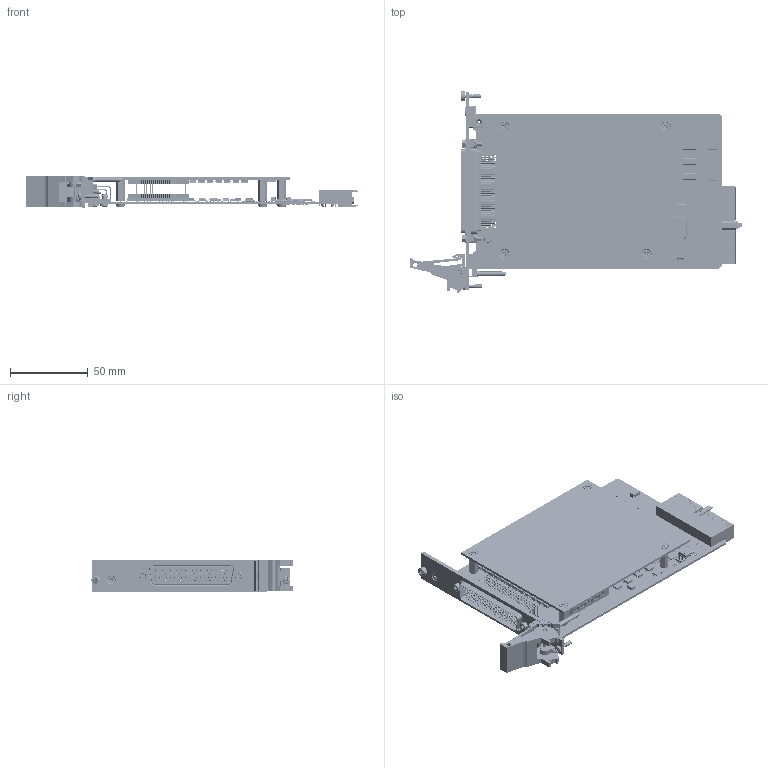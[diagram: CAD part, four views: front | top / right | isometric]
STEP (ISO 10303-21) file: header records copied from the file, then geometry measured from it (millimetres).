
FILE_DESCRIPTION (( 'STEP AP214' ), '1' );
FILE_NAME ('40-500-001 4x64 SOLID STATE MATRIX CARD.STEP', '2013-08-27T14:26:23', ( 'admin' ), ( '' ), 'SwSTEP 2.0', 'SolidWorks 2012', '' );
FILE_SCHEMA (( 'AUTOMOTIVE_DESIGN' ));
Length unit declared in the file: millimetre
Products named in the file (1): 40-500-001 4x64 SOLID STATE MATRIX CARD
Bounding box: 214 x 129.67 x 20 mm (x, y, z)
Surface area: 90389.6 mm2 (no closed solid volume)
Topology: 0 solids, 1463 shells, 5324 faces, 22985 edges, 18451 vertices
Faces by surface type: plane 4102, cylinder 1001, torus 156, cone 52, sphere 10, bspline 3
Full cylindrical faces by diameter (mm): 0.278 x2, 0.6 x169, 0.77 x102, 1 x18, 1.35 x20, 1.496 x2, 2 x5, 2.05 x3, 2.5 x8, 2.6 x2, 2.7 x1, 2.8 x1, 3 x3, 4.7 x1, 5 x6, 5.2 x2, 5.3 x1, 5.5 x6, 5.7 x1, 6 x1
Entity records: 294839 total; most frequent: CARTESIAN_POINT 56394, DIRECTION 36328, ORIENTED_EDGE 28454, EDGE_CURVE 22332, VERTEX_POINT 18322, LINE 17422, VECTOR 17422, AXIS2_PLACEMENT_3D 9453
